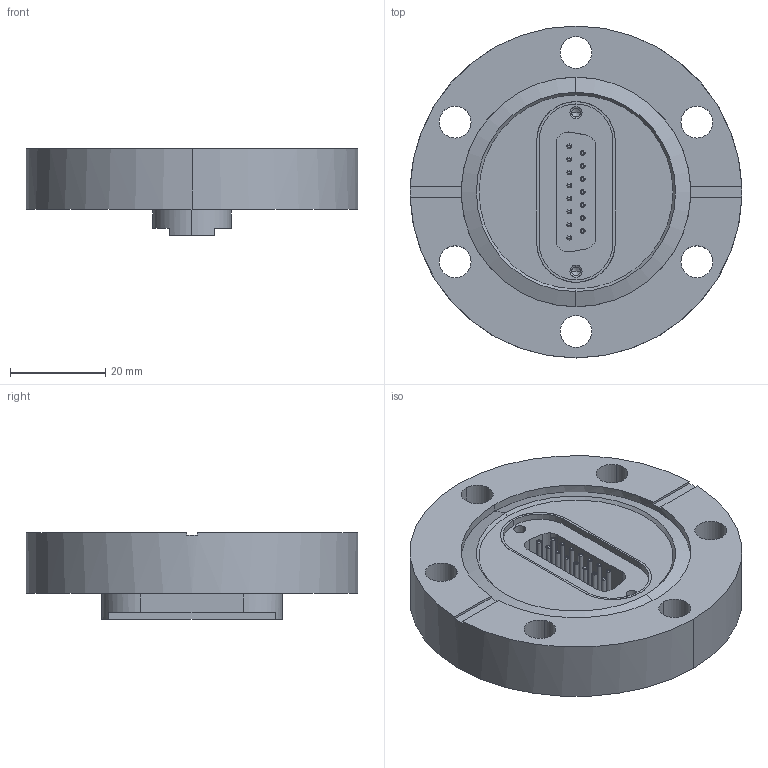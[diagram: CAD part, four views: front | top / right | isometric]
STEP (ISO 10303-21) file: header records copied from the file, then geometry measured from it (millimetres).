
FILE_DESCRIPTION(('STEP AP214'),'1');
FILE_NAME('tmp0.STP',' ',(' '),(' '),'XStep 1.0',' ',' ');
FILE_SCHEMA(('automotive_design'));
Length unit declared in the file: millimetre
Bounding box: 69.8 x 69.8 x 18.2 mm (x, y, z)
Volume: 43237.4 mm3; surface area: 16425.7 mm2
Topology: 2 solids, 2 shells, 263 faces, 620 edges, 390 vertices
Faces by surface type: cylinder 120, plane 63, torus 60, cone 20
Entity records: 9839 total; most frequent: DIRECTION 1548, CARTESIAN_POINT 1267, ORIENTED_EDGE 1224, AXIS2_PLACEMENT_3D 671, EDGE_CURVE 612, CIRCLE 406, VERTEX_POINT 390, EDGE_LOOP 314
